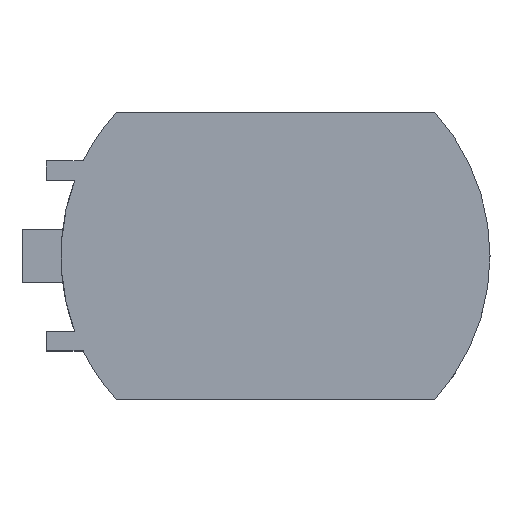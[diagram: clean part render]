
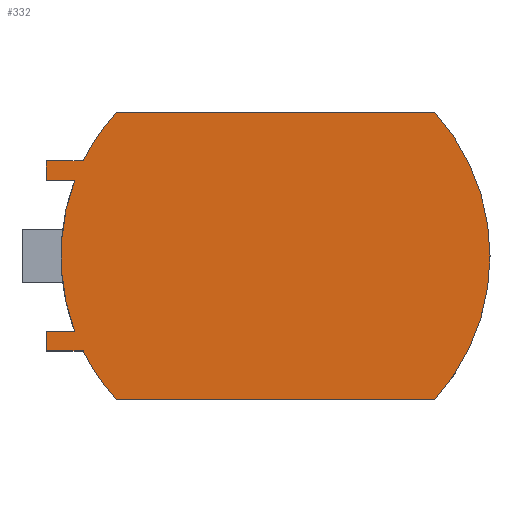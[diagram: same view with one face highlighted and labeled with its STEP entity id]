
A CAD part, top view. The second image highlights one B-rep face of the part: STEP entity #332.
In plain terms, the highlighted planar face has unit normal (0, 0, 1).
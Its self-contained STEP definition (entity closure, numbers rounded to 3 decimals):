
#32 = EDGE_CURVE('',#33,#35,#37,.T.);
#33 = VERTEX_POINT('',#34);
#34 = CARTESIAN_POINT('',(11.292,0.,4.851));
#35 = VERTEX_POINT('',#36);
#36 = CARTESIAN_POINT('',(8.408,7.493,4.851));
#37 = CIRCLE('',#38,11.176);
#38 = AXIS2_PLACEMENT_3D('',#39,#40,#41);
#39 = CARTESIAN_POINT('',(0.116,0.,4.851));
#40 = DIRECTION('',(0.,0.,1.));
#41 = DIRECTION('',(-1.,0.,0.));
#249 = VERTEX_POINT('',#250);
#250 = CARTESIAN_POINT('',(-9.903,-4.953,4.851));
#258 = VERTEX_POINT('',#259);
#259 = CARTESIAN_POINT('',(-8.176,-7.493,4.851));
#265 = EDGE_CURVE('',#249,#258,#266,.T.);
#266 = CIRCLE('',#267,11.176);
#267 = AXIS2_PLACEMENT_3D('',#268,#269,#270);
#268 = CARTESIAN_POINT('',(0.116,0.,4.851));
#269 = DIRECTION('',(0.,0.,1.));
#270 = DIRECTION('',(-1.,0.,0.));
#299 = VERTEX_POINT('',#300);
#300 = CARTESIAN_POINT('',(-10.344,-3.937,4.851));
#306 = EDGE_CURVE('',#307,#299,#309,.T.);
#307 = VERTEX_POINT('',#308);
#308 = CARTESIAN_POINT('',(-10.344,3.937,4.851));
#309 = CIRCLE('',#310,11.176);
#310 = AXIS2_PLACEMENT_3D('',#311,#312,#313);
#311 = CARTESIAN_POINT('',(0.116,0.,4.851));
#312 = DIRECTION('',(0.,0.,1.));
#313 = DIRECTION('',(-1.,0.,0.));
#332 = ADVANCED_FACE('',(#333),#414,.T.);
#333 = FACE_BOUND('',#334,.T.);
#334 = EDGE_LOOP('',(#335,#336,#344,#352,#358,#359,#367,#374,#375,#383,
    #392,#400,#408));
#335 = ORIENTED_EDGE('',*,*,#306,.T.);
#336 = ORIENTED_EDGE('',*,*,#337,.F.);
#337 = EDGE_CURVE('',#338,#299,#340,.T.);
#338 = VERTEX_POINT('',#339);
#339 = CARTESIAN_POINT('',(-11.822,-3.937,4.851));
#340 = LINE('',#341,#342);
#341 = CARTESIAN_POINT('',(-11.822,-3.937,4.851));
#342 = VECTOR('',#343,1.);
#343 = DIRECTION('',(1.,0.,0.));
#344 = ORIENTED_EDGE('',*,*,#345,.F.);
#345 = EDGE_CURVE('',#346,#338,#348,.T.);
#346 = VERTEX_POINT('',#347);
#347 = CARTESIAN_POINT('',(-11.822,-4.953,4.851));
#348 = LINE('',#349,#350);
#349 = CARTESIAN_POINT('',(-11.822,-4.953,4.851));
#350 = VECTOR('',#351,1.);
#351 = DIRECTION('',(0.,1.,0.));
#352 = ORIENTED_EDGE('',*,*,#353,.F.);
#353 = EDGE_CURVE('',#249,#346,#354,.T.);
#354 = LINE('',#355,#356);
#355 = CARTESIAN_POINT('',(-9.903,-4.953,4.851));
#356 = VECTOR('',#357,1.);
#357 = DIRECTION('',(-1.,0.,0.));
#358 = ORIENTED_EDGE('',*,*,#265,.T.);
#359 = ORIENTED_EDGE('',*,*,#360,.T.);
#360 = EDGE_CURVE('',#258,#361,#363,.T.);
#361 = VERTEX_POINT('',#362);
#362 = CARTESIAN_POINT('',(8.408,-7.493,4.851));
#363 = LINE('',#364,#365);
#364 = CARTESIAN_POINT('',(8.408,-7.493,4.851));
#365 = VECTOR('',#366,1.);
#366 = DIRECTION('',(1.,0.,0.));
#367 = ORIENTED_EDGE('',*,*,#368,.T.);
#368 = EDGE_CURVE('',#361,#33,#369,.T.);
#369 = CIRCLE('',#370,11.176);
#370 = AXIS2_PLACEMENT_3D('',#371,#372,#373);
#371 = CARTESIAN_POINT('',(0.116,0.,4.851));
#372 = DIRECTION('',(0.,0.,1.));
#373 = DIRECTION('',(-1.,0.,0.));
#374 = ORIENTED_EDGE('',*,*,#32,.T.);
#375 = ORIENTED_EDGE('',*,*,#376,.T.);
#376 = EDGE_CURVE('',#35,#377,#379,.T.);
#377 = VERTEX_POINT('',#378);
#378 = CARTESIAN_POINT('',(-8.176,7.493,4.851));
#379 = LINE('',#380,#381);
#380 = CARTESIAN_POINT('',(8.408,7.493,4.851));
#381 = VECTOR('',#382,1.);
#382 = DIRECTION('',(-1.,0.,0.));
#383 = ORIENTED_EDGE('',*,*,#384,.T.);
#384 = EDGE_CURVE('',#377,#385,#387,.T.);
#385 = VERTEX_POINT('',#386);
#386 = CARTESIAN_POINT('',(-9.903,4.953,4.851));
#387 = CIRCLE('',#388,11.176);
#388 = AXIS2_PLACEMENT_3D('',#389,#390,#391);
#389 = CARTESIAN_POINT('',(0.116,0.,4.851));
#390 = DIRECTION('',(0.,0.,1.));
#391 = DIRECTION('',(-1.,0.,0.));
#392 = ORIENTED_EDGE('',*,*,#393,.T.);
#393 = EDGE_CURVE('',#385,#394,#396,.T.);
#394 = VERTEX_POINT('',#395);
#395 = CARTESIAN_POINT('',(-11.822,4.953,4.851));
#396 = LINE('',#397,#398);
#397 = CARTESIAN_POINT('',(-9.903,4.953,4.851));
#398 = VECTOR('',#399,1.);
#399 = DIRECTION('',(-1.,0.,0.));
#400 = ORIENTED_EDGE('',*,*,#401,.T.);
#401 = EDGE_CURVE('',#394,#402,#404,.T.);
#402 = VERTEX_POINT('',#403);
#403 = CARTESIAN_POINT('',(-11.822,3.937,4.851));
#404 = LINE('',#405,#406);
#405 = CARTESIAN_POINT('',(-11.822,4.953,4.851));
#406 = VECTOR('',#407,1.);
#407 = DIRECTION('',(0.,-1.,0.));
#408 = ORIENTED_EDGE('',*,*,#409,.T.);
#409 = EDGE_CURVE('',#402,#307,#410,.T.);
#410 = LINE('',#411,#412);
#411 = CARTESIAN_POINT('',(-11.822,3.937,4.851));
#412 = VECTOR('',#413,1.);
#413 = DIRECTION('',(1.,0.,0.));
#414 = PLANE('',#415);
#415 = AXIS2_PLACEMENT_3D('',#416,#417,#418);
#416 = CARTESIAN_POINT('',(0.116,0.,4.851));
#417 = DIRECTION('',(0.,0.,1.));
#418 = DIRECTION('',(-1.,0.,0.));
